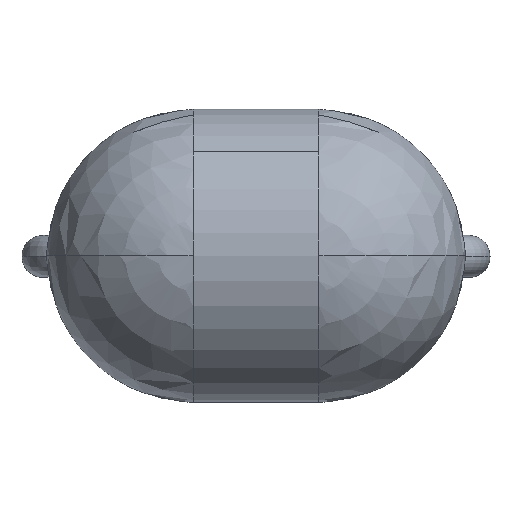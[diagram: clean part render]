
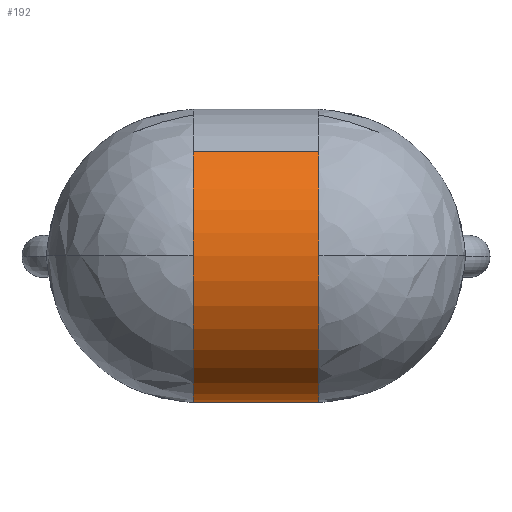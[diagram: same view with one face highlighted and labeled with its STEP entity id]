
A CAD part, top view. The second image highlights one B-rep face of the part: STEP entity #192.
In plain terms, the highlighted cylindrical face has radius 1.75 mm (diameter 3.5 mm), a partial arc.
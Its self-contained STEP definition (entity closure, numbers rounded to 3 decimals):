
#70=CARTESIAN_POINT('',(-0.75,0.,5.0));
#71=VERTEX_POINT('',#70);
#81=CARTESIAN_POINT('',(-0.75,1.237,4.487));
#82=VERTEX_POINT('',#81);
#83=CARTESIAN_POINT('',(-0.75,0.0,3.25));
#84=DIRECTION('',(1.0,0.0,0.0));
#85=DIRECTION('',(0.0,0.0,-1.0));
#86=AXIS2_PLACEMENT_3D('',#83,#84,#85);
#87=CIRCLE('',#86,1.75);
#88=EDGE_CURVE('',#82,#71,#87,.T.);
#107=CARTESIAN_POINT('',(0.75,0.,5.0));
#108=VERTEX_POINT('',#107);
#116=CARTESIAN_POINT('',(0.75,1.237,4.487));
#117=VERTEX_POINT('',#116);
#125=CARTESIAN_POINT('',(0.75,0.,3.25));
#126=DIRECTION('',(-1.0,0.0,0.0));
#127=DIRECTION('',(0.0,0.0,1.0));
#128=AXIS2_PLACEMENT_3D('',#125,#126,#127);
#129=CIRCLE('',#128,1.75);
#130=EDGE_CURVE('',#108,#117,#129,.T.);
#135=CARTESIAN_POINT('',(-0.375,0.,3.25));
#136=DIRECTION('',(1.0,0.,0.0));
#137=DIRECTION('',(0.,0.707,0.707));
#138=AXIS2_PLACEMENT_3D('',#135,#136,#137);
#139=CYLINDRICAL_SURFACE('',#138,1.75);
#140=CARTESIAN_POINT('',(-0.75,1.237,4.487));
#141=DIRECTION('',(1.0,0.0,0.0));
#142=VECTOR('',#141,1.5);
#143=LINE('',#140,#142);
#144=EDGE_CURVE('',#82,#117,#143,.T.);
#145=ORIENTED_EDGE('',*,*,#144,.F.);
#146=ORIENTED_EDGE('',*,*,#88,.T.);
#147=CARTESIAN_POINT('',(-0.75,-1.75,3.25));
#148=VERTEX_POINT('',#147);
#149=CARTESIAN_POINT('',(-0.75,0.0,3.25));
#150=DIRECTION('',(1.0,0.0,0.0));
#151=DIRECTION('',(0.0,0.0,-1.0));
#152=AXIS2_PLACEMENT_3D('',#149,#150,#151);
#153=CIRCLE('',#152,1.75);
#154=EDGE_CURVE('',#71,#148,#153,.T.);
#155=ORIENTED_EDGE('',*,*,#154,.T.);
#156=CARTESIAN_POINT('',(-0.75,-1.237,2.013));
#157=VERTEX_POINT('',#156);
#158=CARTESIAN_POINT('',(-0.75,0.0,3.25));
#159=DIRECTION('',(1.0,0.0,0.0));
#160=DIRECTION('',(0.0,0.0,-1.0));
#161=AXIS2_PLACEMENT_3D('',#158,#159,#160);
#162=CIRCLE('',#161,1.75);
#163=EDGE_CURVE('',#148,#157,#162,.T.);
#164=ORIENTED_EDGE('',*,*,#163,.T.);
#165=CARTESIAN_POINT('',(0.75,-1.237,2.013));
#166=VERTEX_POINT('',#165);
#167=CARTESIAN_POINT('',(0.75,-1.237,2.013));
#168=DIRECTION('',(-1.0,0.0,0.0));
#169=VECTOR('',#168,1.5);
#170=LINE('',#167,#169);
#171=EDGE_CURVE('',#166,#157,#170,.T.);
#172=ORIENTED_EDGE('',*,*,#171,.F.);
#173=CARTESIAN_POINT('',(0.75,-1.75,3.25));
#174=VERTEX_POINT('',#173);
#175=CARTESIAN_POINT('',(0.75,0.,3.25));
#176=DIRECTION('',(-1.0,0.0,0.0));
#177=DIRECTION('',(0.0,0.0,1.0));
#178=AXIS2_PLACEMENT_3D('',#175,#176,#177);
#179=CIRCLE('',#178,1.75);
#180=EDGE_CURVE('',#166,#174,#179,.T.);
#181=ORIENTED_EDGE('',*,*,#180,.T.);
#182=CARTESIAN_POINT('',(0.75,0.,3.25));
#183=DIRECTION('',(-1.0,0.0,0.0));
#184=DIRECTION('',(0.0,0.0,1.0));
#185=AXIS2_PLACEMENT_3D('',#182,#183,#184);
#186=CIRCLE('',#185,1.75);
#187=EDGE_CURVE('',#174,#108,#186,.T.);
#188=ORIENTED_EDGE('',*,*,#187,.T.);
#189=ORIENTED_EDGE('',*,*,#130,.T.);
#190=EDGE_LOOP('',(#145,#146,#155,#164,#172,#181,#188,#189));
#191=FACE_OUTER_BOUND('',#190,.T.);
#192=ADVANCED_FACE('',(#191),#139,.T.);
